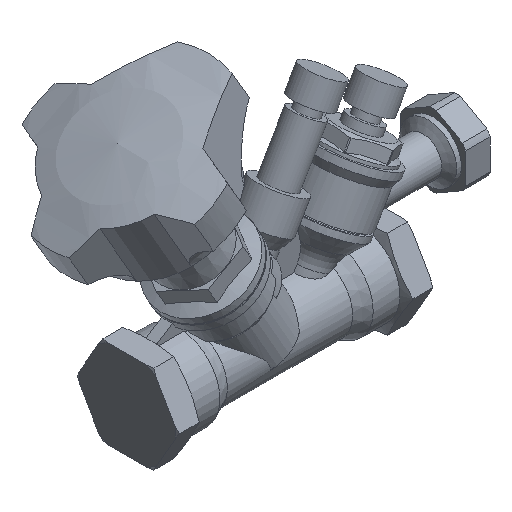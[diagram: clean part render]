
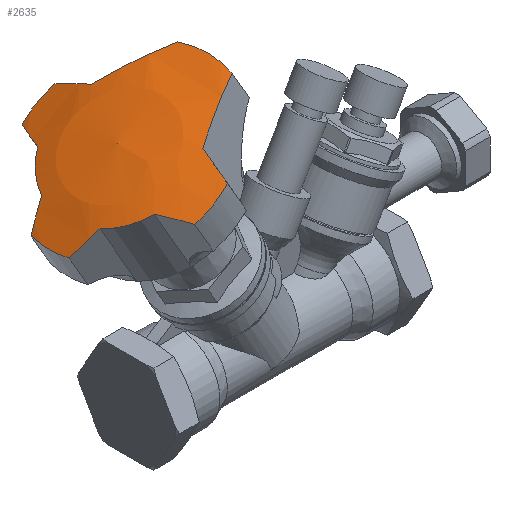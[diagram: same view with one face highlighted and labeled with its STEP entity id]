
A CAD part, isometric view. The second image highlights one B-rep face of the part: STEP entity #2635.
In plain terms, the highlighted spherical face has radius 100 mm.
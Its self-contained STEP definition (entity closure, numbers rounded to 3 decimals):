
#20=SPHERICAL_SURFACE('',#2949,100.);
#480=CIRCLE('',#2911,35.);
#481=CIRCLE('',#2913,97.262);
#482=CIRCLE('',#2915,98.469);
#484=CIRCLE('',#2918,32.5);
#485=CIRCLE('',#2920,98.469);
#486=CIRCLE('',#2922,98.469);
#488=CIRCLE('',#2925,32.5);
#489=CIRCLE('',#2927,98.469);
#490=CIRCLE('',#2929,98.469);
#492=CIRCLE('',#2932,32.5);
#493=CIRCLE('',#2934,98.469);
#494=CIRCLE('',#2936,97.262);
#502=CIRCLE('',#2946,24.);
#503=CIRCLE('',#2948,24.);
#1235=ORIENTED_EDGE('',*,*,#1609,.F.);
#1236=ORIENTED_EDGE('',*,*,#1613,.F.);
#1237=ORIENTED_EDGE('',*,*,#1616,.F.);
#1238=ORIENTED_EDGE('',*,*,#1648,.F.);
#1239=ORIENTED_EDGE('',*,*,#1619,.F.);
#1240=ORIENTED_EDGE('',*,*,#1623,.F.);
#1241=ORIENTED_EDGE('',*,*,#1626,.F.);
#1242=ORIENTED_EDGE('',*,*,#1649,.F.);
#1243=ORIENTED_EDGE('',*,*,#1629,.F.);
#1244=ORIENTED_EDGE('',*,*,#1633,.F.);
#1245=ORIENTED_EDGE('',*,*,#1637,.F.);
#1246=ORIENTED_EDGE('',*,*,#1639,.F.);
#1247=ORIENTED_EDGE('',*,*,#1601,.F.);
#1248=ORIENTED_EDGE('',*,*,#1606,.F.);
#1601=EDGE_CURVE('',#1883,#1884,#480,.T.);
#1606=EDGE_CURVE('',#1887,#1883,#481,.F.);
#1609=EDGE_CURVE('',#1890,#1887,#482,.F.);
#1613=EDGE_CURVE('',#1892,#1890,#484,.T.);
#1616=EDGE_CURVE('',#1894,#1892,#485,.F.);
#1619=EDGE_CURVE('',#1897,#1898,#486,.F.);
#1623=EDGE_CURVE('',#1900,#1897,#488,.T.);
#1626=EDGE_CURVE('',#1902,#1900,#489,.F.);
#1629=EDGE_CURVE('',#1905,#1906,#490,.F.);
#1633=EDGE_CURVE('',#1908,#1905,#492,.T.);
#1637=EDGE_CURVE('',#1911,#1908,#493,.F.);
#1639=EDGE_CURVE('',#1884,#1911,#494,.F.);
#1648=EDGE_CURVE('',#1898,#1894,#502,.T.);
#1649=EDGE_CURVE('',#1906,#1902,#503,.T.);
#1883=VERTEX_POINT('',#7678);
#1884=VERTEX_POINT('',#7680);
#1887=VERTEX_POINT('',#7763);
#1890=VERTEX_POINT('',#7820);
#1892=VERTEX_POINT('',#7827);
#1894=VERTEX_POINT('',#7886);
#1897=VERTEX_POINT('',#7943);
#1898=VERTEX_POINT('',#7945);
#1900=VERTEX_POINT('',#7951);
#1902=VERTEX_POINT('',#8012);
#1905=VERTEX_POINT('',#8069);
#1906=VERTEX_POINT('',#8071);
#1908=VERTEX_POINT('',#8077);
#1911=VERTEX_POINT('',#8140);
#2227=EDGE_LOOP('',(#1235,#1236,#1237,#1238,#1239,#1240,#1241,#1242,#1243,
#1244,#1245,#1246,#1247,#1248));
#2425=FACE_BOUND('',#2227,.T.);
#2635=ADVANCED_FACE('',(#2425),#20,.T.);
#2911=AXIS2_PLACEMENT_3D('',#7679,#3570,#3571);
#2913=AXIS2_PLACEMENT_3D('',#7764,#3577,#3578);
#2915=AXIS2_PLACEMENT_3D('',#7821,#3582,#3583);
#2918=AXIS2_PLACEMENT_3D('',#7828,#3590,#3591);
#2920=AXIS2_PLACEMENT_3D('',#7887,#3595,#3596);
#2922=AXIS2_PLACEMENT_3D('',#7944,#3600,#3601);
#2925=AXIS2_PLACEMENT_3D('',#7952,#3608,#3609);
#2927=AXIS2_PLACEMENT_3D('',#8013,#3613,#3614);
#2929=AXIS2_PLACEMENT_3D('',#8070,#3618,#3619);
#2932=AXIS2_PLACEMENT_3D('',#8078,#3626,#3627);
#2934=AXIS2_PLACEMENT_3D('',#8141,#3632,#3633);
#2936=AXIS2_PLACEMENT_3D('',#8221,#3636,#3637);
#2946=AXIS2_PLACEMENT_3D('',#8233,#3657,#3658);
#2948=AXIS2_PLACEMENT_3D('',#8235,#3661,#3662);
#2949=AXIS2_PLACEMENT_3D('',#8236,#3663,#3664);
#3570=DIRECTION('',(0.5,0.,-0.866));
#3571=DIRECTION('',(0.,1.,0.));
#3577=DIRECTION('',(-0.366,-0.906,-0.211));
#3578=DIRECTION('',(0.785,-0.423,0.453));
#3582=DIRECTION('',(-0.814,-0.342,-0.47));
#3583=DIRECTION('',(0.296,-0.94,0.171));
#3590=DIRECTION('',(0.5,0.,-0.866));
#3591=DIRECTION('',(0.,1.,0.));
#3595=DIRECTION('',(0.814,-0.342,0.47));
#3596=DIRECTION('',(0.296,0.94,0.171));
#3600=DIRECTION('',(0.296,-0.94,0.171));
#3601=DIRECTION('',(0.814,0.342,0.47));
#3608=DIRECTION('',(0.5,0.,-0.866));
#3609=DIRECTION('',(0.,1.,0.));
#3613=DIRECTION('',(0.296,0.94,0.171));
#3614=DIRECTION('',(-0.814,0.342,-0.47));
#3618=DIRECTION('',(0.814,0.342,0.47));
#3619=DIRECTION('',(-0.296,0.94,-0.171));
#3626=DIRECTION('',(0.5,0.,-0.866));
#3627=DIRECTION('',(0.,1.,0.));
#3632=DIRECTION('',(-0.814,0.342,-0.47));
#3633=DIRECTION('',(-0.296,-0.94,-0.171));
#3636=DIRECTION('',(-0.366,0.906,-0.211));
#3637=DIRECTION('',(-0.785,-0.423,-0.453));
#3657=DIRECTION('',(0.5,0.,-0.866));
#3658=DIRECTION('',(0.,1.,0.));
#3661=DIRECTION('',(0.5,0.,-0.866));
#3662=DIRECTION('',(0.,1.,0.));
#3663=DIRECTION('',(0.5,0.,-0.866));
#3664=DIRECTION('',(0.,-1.,0.));
#7678=CARTESIAN_POINT('',(-16.965,10.,96.467));
#7679=CARTESIAN_POINT('',(-46.013,0.,79.696));
#7680=CARTESIAN_POINT('',(-16.965,-10.,96.467));
#7763=CARTESIAN_POINT('',(-38.185,20.463,88.346));
#7764=CARTESIAN_POINT('',(9.33,21.061,3.482));
#7820=CARTESIAN_POINT('',(-40.399,31.737,83.973));
#7821=CARTESIAN_POINT('',(15.011,5.962,6.762));
#7827=CARTESIAN_POINT('',(-52.523,31.737,76.973));
#7828=CARTESIAN_POINT('',(-46.461,0.,80.473));
#7886=CARTESIAN_POINT('',(-57.015,21.463,77.273));
#7887=CARTESIAN_POINT('',(-13.362,5.962,-9.619));
#7943=CARTESIAN_POINT('',(-73.946,7.,64.604));
#7944=CARTESIAN_POINT('',(-4.339,16.381,-4.41));
#7945=CARTESIAN_POINT('',(-66.301,10.739,71.911));
#7951=CARTESIAN_POINT('',(-73.946,-7.,64.604));
#7952=CARTESIAN_POINT('',(-46.461,0.,80.473));
#8012=CARTESIAN_POINT('',(-66.301,-10.739,71.911));
#8013=CARTESIAN_POINT('',(-4.339,-16.381,-4.41));
#8069=CARTESIAN_POINT('',(-52.523,-31.737,76.973));
#8070=CARTESIAN_POINT('',(-13.362,-5.962,-9.619));
#8071=CARTESIAN_POINT('',(-57.015,-21.463,77.273));
#8077=CARTESIAN_POINT('',(-40.399,-31.737,83.973));
#8078=CARTESIAN_POINT('',(-46.461,0.,80.473));
#8140=CARTESIAN_POINT('',(-38.185,-20.463,88.346));
#8141=CARTESIAN_POINT('',(15.011,-5.962,6.762));
#8221=CARTESIAN_POINT('',(9.33,-21.061,3.482));
#8233=CARTESIAN_POINT('',(-47.714,0.,82.643));
#8235=CARTESIAN_POINT('',(-47.714,0.,82.643));
#8236=CARTESIAN_POINT('',(0.825,0.,-1.429));
